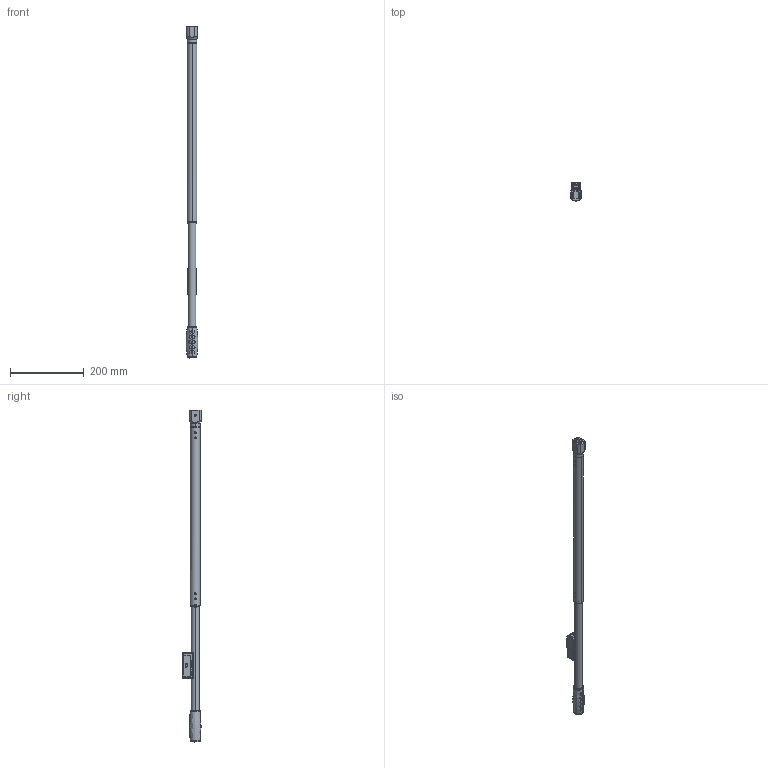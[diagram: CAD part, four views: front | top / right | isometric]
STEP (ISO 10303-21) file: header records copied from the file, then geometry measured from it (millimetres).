
FILE_DESCRIPTION((''),'2;1');
FILE_NAME('8439004424_SW0001','2019-05-15T17:34:30',('ITDPPO'),(''),'CREO PARAMETRIC BY PTC INC, 2018100','CREO PARAMETRIC BY PTC INC, 2018100','');
FILE_SCHEMA(('CONFIG_CONTROL_DESIGN','GEOMETRIC_VALIDATION_PROPERTIES_MIM'));
Products named in the file (1): 8439004424_SW0001
Bounding box: 30.94 x 49.4 x 899.07 mm (x, y, z)
Surface area: 87086.8 mm2 (no closed solid volume)
Topology: 0 solids, 71 shells, 709 faces, 3622 edges, 2893 vertices
Faces by surface type: plane 375, cylinder 165, bspline 121, cone 34, torus 10, sphere 4
Entity records: 48739 total; most frequent: CARTESIAN_POINT 20386, ORIENTED_EDGE 4491, DIRECTION 3796, EDGE_CURVE 3616, VERTEX_POINT 2893, VECTOR 1682, LINE 1682, B_SPLINE_CURVE_WITH_KNOTS 1465
